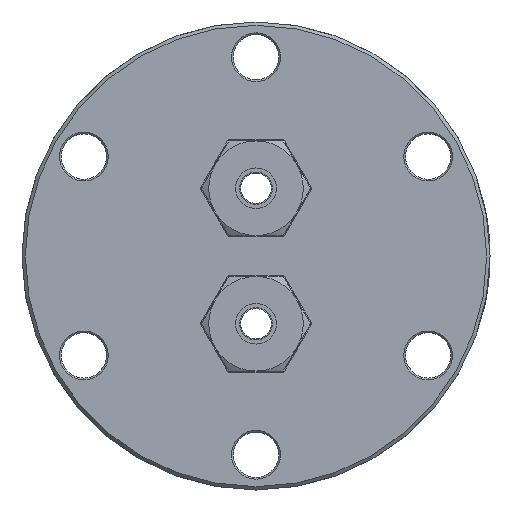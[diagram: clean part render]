
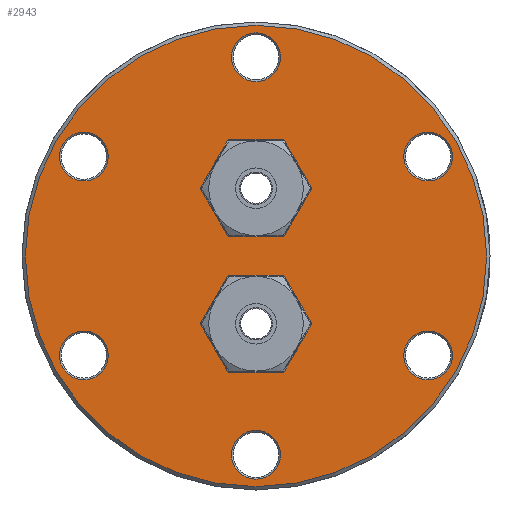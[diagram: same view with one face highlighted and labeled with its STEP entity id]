
A CAD part, front view. The second image highlights one B-rep face of the part: STEP entity #2943.
In plain terms, the highlighted planar face has unit normal (0, -1, 0).
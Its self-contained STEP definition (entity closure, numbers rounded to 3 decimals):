
#305=FACE_BOUND('',#593,.T.);
#306=FACE_BOUND('',#594,.T.);
#307=FACE_BOUND('',#595,.T.);
#308=FACE_BOUND('',#596,.T.);
#309=FACE_BOUND('',#597,.T.);
#310=FACE_BOUND('',#598,.T.);
#311=FACE_BOUND('',#599,.T.);
#312=FACE_BOUND('',#600,.T.);
#337=PLANE('',#3235);
#409=FACE_OUTER_BOUND('',#592,.T.);
#592=EDGE_LOOP('',(#2021));
#593=EDGE_LOOP('',(#2022));
#594=EDGE_LOOP('',(#2023));
#595=EDGE_LOOP('',(#2024));
#596=EDGE_LOOP('',(#2025));
#597=EDGE_LOOP('',(#2026));
#598=EDGE_LOOP('',(#2027));
#599=EDGE_LOOP('',(#2028));
#600=EDGE_LOOP('',(#2029));
#1120=CIRCLE('',#3226,3.175);
#1122=CIRCLE('',#3229,3.175);
#1126=CIRCLE('',#3234,34.05);
#1127=CIRCLE('',#3236,3.6);
#1128=CIRCLE('',#3237,3.6);
#1129=CIRCLE('',#3238,3.6);
#1130=CIRCLE('',#3239,3.6);
#1131=CIRCLE('',#3240,3.6);
#1132=CIRCLE('',#3241,3.6);
#1253=VERTEX_POINT('',#4319);
#1255=VERTEX_POINT('',#4325);
#1259=VERTEX_POINT('',#4335);
#1260=VERTEX_POINT('',#4339);
#1261=VERTEX_POINT('',#4341);
#1262=VERTEX_POINT('',#4343);
#1263=VERTEX_POINT('',#4345);
#1264=VERTEX_POINT('',#4347);
#1265=VERTEX_POINT('',#4349);
#1547=EDGE_CURVE('',#1253,#1253,#1120,.T.);
#1550=EDGE_CURVE('',#1255,#1255,#1122,.T.);
#1556=EDGE_CURVE('',#1259,#1259,#1126,.T.);
#1557=EDGE_CURVE('',#1260,#1260,#1127,.T.);
#1558=EDGE_CURVE('',#1261,#1261,#1128,.T.);
#1559=EDGE_CURVE('',#1262,#1262,#1129,.T.);
#1560=EDGE_CURVE('',#1263,#1263,#1130,.T.);
#1561=EDGE_CURVE('',#1264,#1264,#1131,.T.);
#1562=EDGE_CURVE('',#1265,#1265,#1132,.T.);
#2021=ORIENTED_EDGE('',*,*,#1556,.F.);
#2022=ORIENTED_EDGE('',*,*,#1547,.T.);
#2023=ORIENTED_EDGE('',*,*,#1550,.T.);
#2024=ORIENTED_EDGE('',*,*,#1557,.F.);
#2025=ORIENTED_EDGE('',*,*,#1558,.F.);
#2026=ORIENTED_EDGE('',*,*,#1559,.F.);
#2027=ORIENTED_EDGE('',*,*,#1560,.F.);
#2028=ORIENTED_EDGE('',*,*,#1561,.F.);
#2029=ORIENTED_EDGE('',*,*,#1562,.F.);
#2943=ADVANCED_FACE('',(#409,#305,#306,#307,#308,#309,#310,#311,#312),#337,
 .T.);
#3226=AXIS2_PLACEMENT_3D('',#4320,#3549,#3550);
#3229=AXIS2_PLACEMENT_3D('',#4326,#3556,#3557);
#3234=AXIS2_PLACEMENT_3D('',#4337,#3568,#3569);
#3235=AXIS2_PLACEMENT_3D('',#4338,#3570,#3571);
#3236=AXIS2_PLACEMENT_3D('',#4340,#3572,#3573);
#3237=AXIS2_PLACEMENT_3D('',#4342,#3574,#3575);
#3238=AXIS2_PLACEMENT_3D('',#4344,#3576,#3577);
#3239=AXIS2_PLACEMENT_3D('',#4346,#3578,#3579);
#3240=AXIS2_PLACEMENT_3D('',#4348,#3580,#3581);
#3241=AXIS2_PLACEMENT_3D('',#4350,#3582,#3583);
#3549=DIRECTION('center_axis',(0.,1.,0.));
#3550=DIRECTION('ref_axis',(-1.,0.,0.));
#3556=DIRECTION('center_axis',(0.,1.,0.));
#3557=DIRECTION('ref_axis',(-1.,0.,0.));
#3568=DIRECTION('center_axis',(0.,1.,0.));
#3569=DIRECTION('ref_axis',(1.,0.,0.));
#3570=DIRECTION('center_axis',(0.,-1.,0.));
#3571=DIRECTION('ref_axis',(0.,0.,-1.));
#3572=DIRECTION('center_axis',(0.,-1.,0.));
#3573=DIRECTION('ref_axis',(0.5,0.,0.866));
#3574=DIRECTION('center_axis',(0.,-1.,0.));
#3575=DIRECTION('ref_axis',(-1.,0.,0.));
#3576=DIRECTION('center_axis',(0.,-1.,0.));
#3577=DIRECTION('ref_axis',(0.5,0.,-0.866));
#3578=DIRECTION('center_axis',(0.,-1.,0.));
#3579=DIRECTION('ref_axis',(1.,0.,0.));
#3580=DIRECTION('center_axis',(0.,-1.,0.));
#3581=DIRECTION('ref_axis',(-0.5,0.,-0.866));
#3582=DIRECTION('center_axis',(0.,-1.,0.));
#3583=DIRECTION('ref_axis',(-0.5,0.,0.866));
#4319=CARTESIAN_POINT('',(3.175,0.,-10.));
#4320=CARTESIAN_POINT('Origin',(0.,0.,-10.));
#4325=CARTESIAN_POINT('',(3.175,0.,10.));
#4326=CARTESIAN_POINT('Origin',(0.,0.,10.));
#4335=CARTESIAN_POINT('',(-34.05,0.,0.));
#4337=CARTESIAN_POINT('Origin',(0.,0.,0.));
#4338=CARTESIAN_POINT('Origin',(-34.55,0.,0.));
#4339=CARTESIAN_POINT('',(23.618,0.,-17.793));
#4340=CARTESIAN_POINT('Origin',(25.418,0.,-14.675));
#4341=CARTESIAN_POINT('',(3.6,0.,29.35));
#4342=CARTESIAN_POINT('Origin',(0.,0.,29.35));
#4343=CARTESIAN_POINT('',(-27.218,0.,-11.557));
#4344=CARTESIAN_POINT('Origin',(-25.418,0.,-14.675));
#4345=CARTESIAN_POINT('',(-3.6,0.,-29.35));
#4346=CARTESIAN_POINT('Origin',(0.,0.,-29.35));
#4347=CARTESIAN_POINT('',(-23.618,0.,17.793));
#4348=CARTESIAN_POINT('Origin',(-25.418,0.,
14.675));
#4349=CARTESIAN_POINT('',(27.218,0.,11.557));
#4350=CARTESIAN_POINT('Origin',(25.418,0.,14.675));
